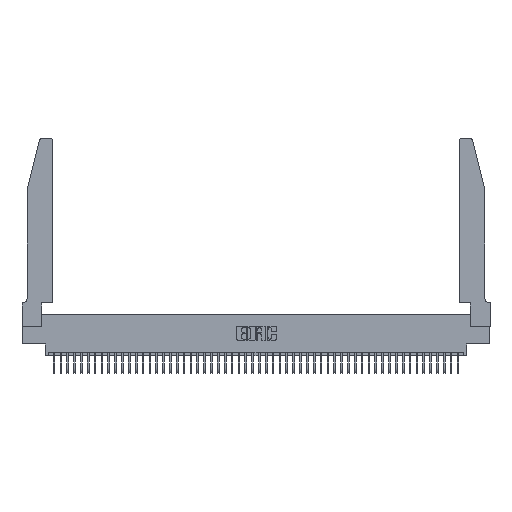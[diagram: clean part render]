
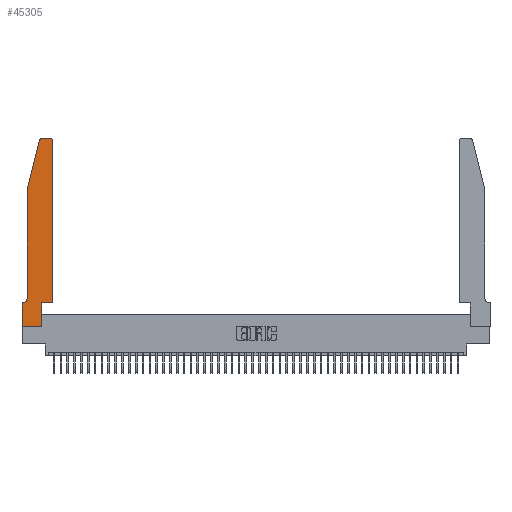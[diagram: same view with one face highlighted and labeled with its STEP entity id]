
A CAD part, top view. The second image highlights one B-rep face of the part: STEP entity #45305.
In plain terms, the highlighted planar face has unit normal (0, 0, 1).
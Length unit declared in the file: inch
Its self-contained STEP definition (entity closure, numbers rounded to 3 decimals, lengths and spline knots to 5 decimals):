
#112 = ORIENTED_EDGE ( 'NONE', *, *, #31768, .T. ) ;
#202 = VECTOR ( 'NONE', #11147, 39.37008 ) ;
#477 = DIRECTION ( 'NONE',  ( 0., 1., 0. ) ) ;
#502 = DIRECTION ( 'NONE',  ( 1., 0., 0. ) ) ;
#1011 = CARTESIAN_POINT ( 'NONE',  ( 0., 0., 0.37 ) ) ;
#1418 = EDGE_CURVE ( 'NONE', #41690, #31815, #44653, .T. ) ;
#2019 = PLANE ( 'NONE',  #36214 ) ;
#2129 = VECTOR ( 'NONE', #502, 39.37008 ) ;
#2272 = EDGE_CURVE ( 'NONE', #37130, #33661, #29729, .T. ) ;
#2516 = AXIS2_PLACEMENT_3D ( 'NONE', #40785, #18746, #44391 ) ;
#2539 = CARTESIAN_POINT ( 'NONE',  ( 0., 0.35, 0.37 ) ) ;
#2786 = CIRCLE ( 'NONE', #40666, 0.03 ) ;
#3659 = CARTESIAN_POINT ( 'NONE',  ( 0.4505, 0.35, 0.37 ) ) ;
#3899 = DIRECTION ( 'NONE',  ( 0., 0., 1. ) ) ;
#4302 = LINE ( 'NONE', #36823, #32589 ) ;
#5724 = DIRECTION ( 'NONE',  ( 0., 0., 1. ) ) ;
#5993 = CARTESIAN_POINT ( 'NONE',  ( 0.0755, 2., 0.37 ) ) ;
#6612 = EDGE_CURVE ( 'NONE', #32770, #15927, #4302, .T. ) ;
#7126 = LINE ( 'NONE', #25636, #45068 ) ;
#7872 = ORIENTED_EDGE ( 'NONE', *, *, #33862, .T. ) ;
#7921 = ORIENTED_EDGE ( 'NONE', *, *, #1418, .T. ) ;
#9411 = DIRECTION ( 'NONE',  ( 0., 0., -1. ) ) ;
#9560 = ORIENTED_EDGE ( 'NONE', *, *, #37247, .T. ) ;
#9630 = CARTESIAN_POINT ( 'NONE',  ( 0.4505, 0.35, 0.37 ) ) ;
#9790 = DIRECTION ( 'NONE',  ( -1., 0., 0. ) ) ;
#9898 = FACE_OUTER_BOUND ( 'NONE', #23961, .T. ) ;
#11063 = CARTESIAN_POINT ( 'NONE',  ( 0.0755, 0.35, 0.37 ) ) ;
#11147 = DIRECTION ( 'NONE',  ( 0., 1., 0. ) ) ;
#11260 = ORIENTED_EDGE ( 'NONE', *, *, #33423, .T. ) ;
#12117 = CARTESIAN_POINT ( 'NONE',  ( 0.4505, 0.35, 0.37 ) ) ;
#12958 = AXIS2_PLACEMENT_3D ( 'NONE', #31472, #9411, #35151 ) ;
#13141 = LINE ( 'NONE', #18983, #2129 ) ;
#14594 = LINE ( 'NONE', #22668, #34176 ) ;
#14733 = DIRECTION ( 'NONE',  ( -1., 0., 0. ) ) ;
#14760 = DIRECTION ( 'NONE',  ( 0., -1., 0. ) ) ;
#15927 = VERTEX_POINT ( 'NONE', #1011 ) ;
#17189 = CARTESIAN_POINT ( 'NONE',  ( 0.2605, 2.75, 0.37 ) ) ;
#18746 = DIRECTION ( 'NONE',  ( 0., 0., 1. ) ) ;
#18794 = ORIENTED_EDGE ( 'NONE', *, *, #42549, .T. ) ;
#18983 = CARTESIAN_POINT ( 'NONE',  ( 0., 0., 0.37 ) ) ;
#19143 = CARTESIAN_POINT ( 'NONE',  ( 0.0755, 2., 0.37 ) ) ;
#19792 = VERTEX_POINT ( 'NONE', #35128 ) ;
#21083 = VERTEX_POINT ( 'NONE', #42855 ) ;
#22668 = CARTESIAN_POINT ( 'NONE',  ( 0.2865, 0.35, 0.37 ) ) ;
#22802 = CARTESIAN_POINT ( 'NONE',  ( 0.2865, 0., 0.37 ) ) ;
#23452 = CARTESIAN_POINT ( 'NONE',  ( 0.25487, 2.72718, 0.37 ) ) ;
#23961 = EDGE_LOOP ( 'NONE', ( #39608, #45030, #7921, #11260, #32411, #9560, #44457, #112, #7872, #43094, #37511, #18794 ) ) ;
#24079 = VECTOR ( 'NONE', #37836, 39.37008 ) ;
#25636 = CARTESIAN_POINT ( 'NONE',  ( 0.0755, 2., 0.37 ) ) ;
#26071 = CARTESIAN_POINT ( 'NONE',  ( 0.284, 2.72, 0.37 ) ) ;
#26136 = CARTESIAN_POINT ( 'NONE',  ( 0.0755, 0.42, 0.37 ) ) ;
#27327 = EDGE_CURVE ( 'NONE', #19792, #40871, #31451, .T. ) ;
#29163 = CARTESIAN_POINT ( 'NONE',  ( 0.284, 2.75, 0.37 ) ) ;
#29242 = CIRCLE ( 'NONE', #2516, 0.03 ) ;
#29729 = LINE ( 'NONE', #3659, #202 ) ;
#29757 = DIRECTION ( 'NONE',  ( 1., 0., 0. ) ) ;
#30484 = VECTOR ( 'NONE', #14733, 39.37008 ) ;
#31451 = LINE ( 'NONE', #17189, #40055 ) ;
#31472 = CARTESIAN_POINT ( 'NONE',  ( 0.0055, 0.42, 0.37 ) ) ;
#31529 = CARTESIAN_POINT ( 'NONE',  ( 0.4505, 2.72, 0.37 ) ) ;
#31558 = DIRECTION ( 'NONE',  ( 1., 0., 0. ) ) ;
#31643 = LINE ( 'NONE', #11063, #30484 ) ;
#31768 = EDGE_CURVE ( 'NONE', #15927, #32467, #13141, .T. ) ;
#31815 = VERTEX_POINT ( 'NONE', #19143 ) ;
#31835 = DIRECTION ( 'NONE',  ( -0.239, -0.971, 0. ) ) ;
#32411 = ORIENTED_EDGE ( 'NONE', *, *, #37589, .T. ) ;
#32467 = VERTEX_POINT ( 'NONE', #22802 ) ;
#32589 = VECTOR ( 'NONE', #14760, 39.37008 ) ;
#32770 = VERTEX_POINT ( 'NONE', #2539 ) ;
#33423 = EDGE_CURVE ( 'NONE', #31815, #43234, #7126, .T. ) ;
#33661 = VERTEX_POINT ( 'NONE', #31529 ) ;
#33862 = EDGE_CURVE ( 'NONE', #32467, #40818, #14594, .T. ) ;
#34176 = VECTOR ( 'NONE', #477, 39.37008 ) ;
#35128 = CARTESIAN_POINT ( 'NONE',  ( 0.4205, 2.75, 0.37 ) ) ;
#35151 = DIRECTION ( 'NONE',  ( -1., 0., 0. ) ) ;
#35967 = EDGE_CURVE ( 'NONE', #40871, #41690, #2786, .T. ) ;
#36046 = CARTESIAN_POINT ( 'NONE',  ( 0.2865, 0.35, 0.37 ) ) ;
#36107 = VECTOR ( 'NONE', #31835, 39.37008 ) ;
#36181 = CIRCLE ( 'NONE', #12958, 0.07 ) ;
#36214 = AXIS2_PLACEMENT_3D ( 'NONE', #42438, #5724, #31558 ) ;
#36823 = CARTESIAN_POINT ( 'NONE',  ( 0., 0., 0.37 ) ) ;
#37130 = VERTEX_POINT ( 'NONE', #9630 ) ;
#37247 = EDGE_CURVE ( 'NONE', #21083, #32770, #31643, .T. ) ;
#37511 = ORIENTED_EDGE ( 'NONE', *, *, #2272, .T. ) ;
#37589 = EDGE_CURVE ( 'NONE', #43234, #21083, #36181, .T. ) ;
#37836 = DIRECTION ( 'NONE',  ( 1., 0., 0. ) ) ;
#38098 = EDGE_CURVE ( 'NONE', #40818, #37130, #42417, .T. ) ;
#39608 = ORIENTED_EDGE ( 'NONE', *, *, #27327, .T. ) ;
#40055 = VECTOR ( 'NONE', #9790, 39.37008 ) ;
#40666 = AXIS2_PLACEMENT_3D ( 'NONE', #26071, #3899, #29757 ) ;
#40785 = CARTESIAN_POINT ( 'NONE',  ( 0.4205, 2.72, 0.37 ) ) ;
#40818 = VERTEX_POINT ( 'NONE', #36046 ) ;
#40871 = VERTEX_POINT ( 'NONE', #29163 ) ;
#41690 = VERTEX_POINT ( 'NONE', #23452 ) ;
#42417 = LINE ( 'NONE', #12117, #24079 ) ;
#42438 = CARTESIAN_POINT ( 'NONE',  ( 0., 0.35, 0.37 ) ) ;
#42549 = EDGE_CURVE ( 'NONE', #33661, #19792, #29242, .T. ) ;
#42855 = CARTESIAN_POINT ( 'NONE',  ( 0.0055, 0.35, 0.37 ) ) ;
#43094 = ORIENTED_EDGE ( 'NONE', *, *, #38098, .T. ) ;
#43234 = VERTEX_POINT ( 'NONE', #26136 ) ;
#44006 = DIRECTION ( 'NONE',  ( 0., -1., 0. ) ) ;
#44391 = DIRECTION ( 'NONE',  ( 1., 0., 0. ) ) ;
#44457 = ORIENTED_EDGE ( 'NONE', *, *, #6612, .T. ) ;
#44653 = LINE ( 'NONE', #5993, #36107 ) ;
#45030 = ORIENTED_EDGE ( 'NONE', *, *, #35967, .T. ) ;
#45068 = VECTOR ( 'NONE', #44006, 39.37008 ) ;
#45305 = ADVANCED_FACE ( 'NONE', ( #9898 ), #2019, .T. ) ;
